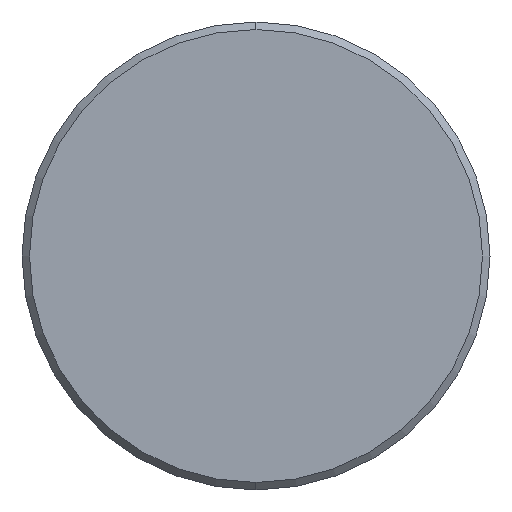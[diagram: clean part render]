
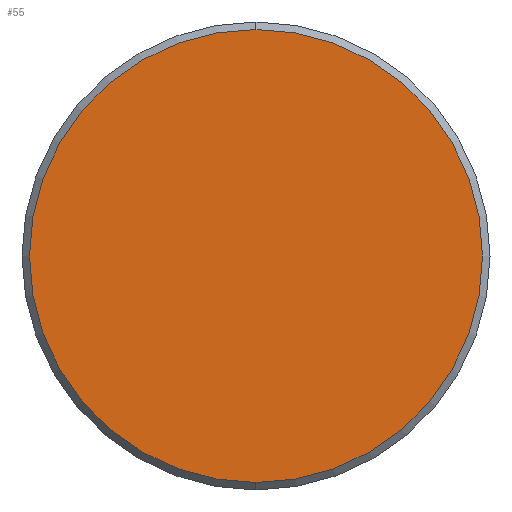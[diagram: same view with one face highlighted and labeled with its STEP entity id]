
A CAD part, left-side view. The second image highlights one B-rep face of the part: STEP entity #55.
In plain terms, the highlighted planar face has unit normal (-1, 0, 0).
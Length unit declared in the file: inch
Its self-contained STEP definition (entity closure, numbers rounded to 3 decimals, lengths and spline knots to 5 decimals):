
#7 = EDGE_CURVE ( 'NONE', #79, #177, #82, .T. ) ;
#23 = DIRECTION ( 'NONE',  ( 0., 0., -1. ) ) ;
#25 = PLANE ( 'NONE',  #126 ) ;
#55 = ADVANCED_FACE ( 'NONE', ( #146 ), #25, .F. ) ;
#60 = ORIENTED_EDGE ( 'NONE', *, *, #121, .T. ) ;
#68 = DIRECTION ( 'NONE',  ( -1., 0., 0. ) ) ;
#69 = DIRECTION ( 'NONE',  ( 1., 0., 0. ) ) ;
#79 = VERTEX_POINT ( 'NONE', #87 ) ;
#82 = CIRCLE ( 'NONE', #196, 0.3025 ) ;
#87 = CARTESIAN_POINT ( 'NONE',  ( -6., 0., 0.3025 ) ) ;
#97 = ORIENTED_EDGE ( 'NONE', *, *, #7, .T. ) ;
#121 = EDGE_CURVE ( 'NONE', #177, #79, #239, .T. ) ;
#124 = CARTESIAN_POINT ( 'NONE',  ( -6., 0., 0. ) ) ;
#126 = AXIS2_PLACEMENT_3D ( 'NONE', #227, #69, #148 ) ;
#146 = FACE_OUTER_BOUND ( 'NONE', #264, .T. ) ;
#148 = DIRECTION ( 'NONE',  ( 0., 0., -1. ) ) ;
#151 = CARTESIAN_POINT ( 'NONE',  ( -6., 0., 0. ) ) ;
#152 = AXIS2_PLACEMENT_3D ( 'NONE', #151, #68, #233 ) ;
#177 = VERTEX_POINT ( 'NONE', #189 ) ;
#189 = CARTESIAN_POINT ( 'NONE',  ( -6., 0., -0.3025 ) ) ;
#196 = AXIS2_PLACEMENT_3D ( 'NONE', #124, #210, #23 ) ;
#210 = DIRECTION ( 'NONE',  ( -1., 0., 0. ) ) ;
#227 = CARTESIAN_POINT ( 'NONE',  ( -6., 0., 0. ) ) ;
#233 = DIRECTION ( 'NONE',  ( 0., 0., -1. ) ) ;
#239 = CIRCLE ( 'NONE', #152, 0.3025 ) ;
#264 = EDGE_LOOP ( 'NONE', ( #60, #97 ) ) ;
